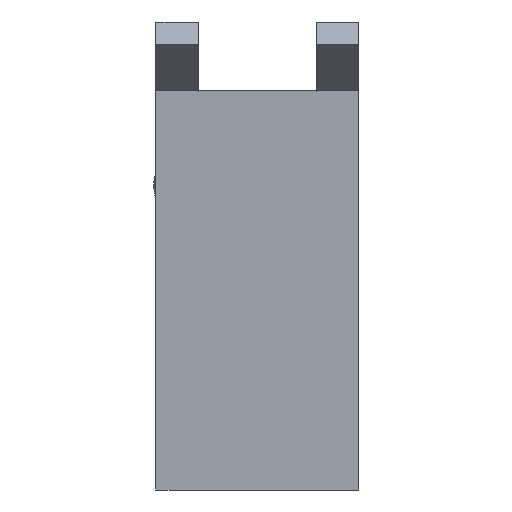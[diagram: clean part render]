
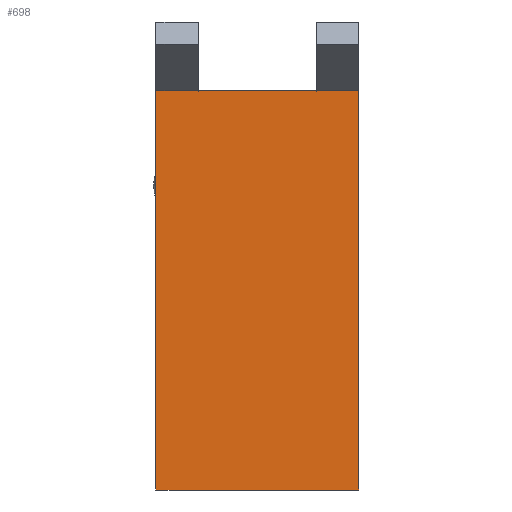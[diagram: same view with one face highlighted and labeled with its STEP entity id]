
A CAD part, left-side view. The second image highlights one B-rep face of the part: STEP entity #698.
In plain terms, the highlighted planar face has unit normal (-1, 0, 0).
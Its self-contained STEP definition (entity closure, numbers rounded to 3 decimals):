
#115=ORIENTED_EDGE('',*,*,#300,.T.);
#116=ORIENTED_EDGE('',*,*,#254,.F.);
#117=ORIENTED_EDGE('',*,*,#301,.F.);
#118=ORIENTED_EDGE('',*,*,#302,.F.);
#119=ORIENTED_EDGE('',*,*,#303,.F.);
#120=ORIENTED_EDGE('',*,*,#304,.T.);
#254=EDGE_CURVE('',#351,#353,#418,.T.);
#300=EDGE_CURVE('',#387,#353,#450,.T.);
#301=EDGE_CURVE('',#388,#351,#451,.T.);
#302=EDGE_CURVE('',#389,#388,#452,.T.);
#303=EDGE_CURVE('',#390,#389,#453,.T.);
#304=EDGE_CURVE('',#390,#387,#454,.T.);
#351=VERTEX_POINT('',#993);
#353=VERTEX_POINT('',#996);
#387=VERTEX_POINT('',#1090);
#388=VERTEX_POINT('',#1092);
#389=VERTEX_POINT('',#1094);
#390=VERTEX_POINT('',#1096);
#418=LINE('',#995,#502);
#450=LINE('',#1089,#534);
#451=LINE('',#1091,#535);
#452=LINE('',#1093,#536);
#453=LINE('',#1095,#537);
#454=LINE('',#1097,#538);
#502=VECTOR('',#806,1000.);
#534=VECTOR('',#894,1000.);
#535=VECTOR('',#895,1000.);
#536=VECTOR('',#896,1000.);
#537=VECTOR('',#897,1000.);
#538=VECTOR('',#898,1000.);
#596=EDGE_LOOP('',(#115,#116,#117,#118,#119,#120));
#632=FACE_BOUND('',#596,.T.);
#664=PLANE('',#774);
#698=ADVANCED_FACE('',(#632),#664,.F.);
#774=AXIS2_PLACEMENT_3D('',#1088,#892,#893);
#806=DIRECTION('',(0.,-1.,0.));
#892=DIRECTION('',(1.,0.,0.));
#893=DIRECTION('',(0.,0.,-1.));
#894=DIRECTION('',(0.,0.,1.));
#895=DIRECTION('',(0.,-1.,0.));
#896=DIRECTION('',(0.,-1.,0.));
#897=DIRECTION('',(0.,0.,1.));
#898=DIRECTION('',(0.,-1.,0.));
#993=CARTESIAN_POINT('',(-70.21,12.5,36.997));
#995=CARTESIAN_POINT('',(-70.21,10.,36.997));
#996=CARTESIAN_POINT('',(-70.21,0.,36.997));
#1088=CARTESIAN_POINT('',(-70.21,10.,39.395));
#1089=CARTESIAN_POINT('',(-70.21,0.,39.395));
#1090=CARTESIAN_POINT('',(-70.21,0.,-80.989));
#1091=CARTESIAN_POINT('',(-70.21,47.5,36.997));
#1092=CARTESIAN_POINT('',(-70.21,47.5,36.997));
#1093=CARTESIAN_POINT('',(-70.21,10.,36.997));
#1094=CARTESIAN_POINT('',(-70.21,60.,36.997));
#1095=CARTESIAN_POINT('',(-70.21,60.,-80.989));
#1096=CARTESIAN_POINT('',(-70.21,60.,-80.989));
#1097=CARTESIAN_POINT('',(-70.21,10.,-80.989));
